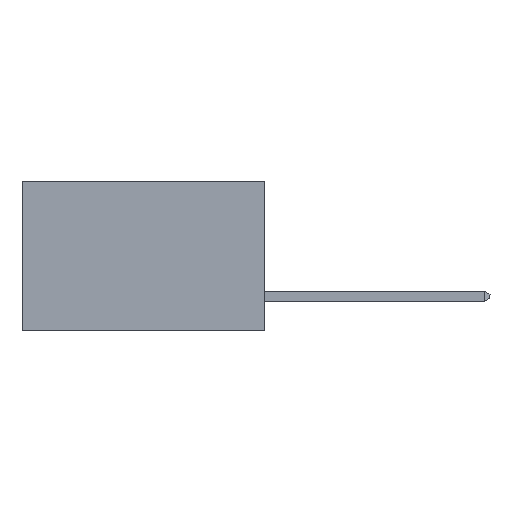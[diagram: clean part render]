
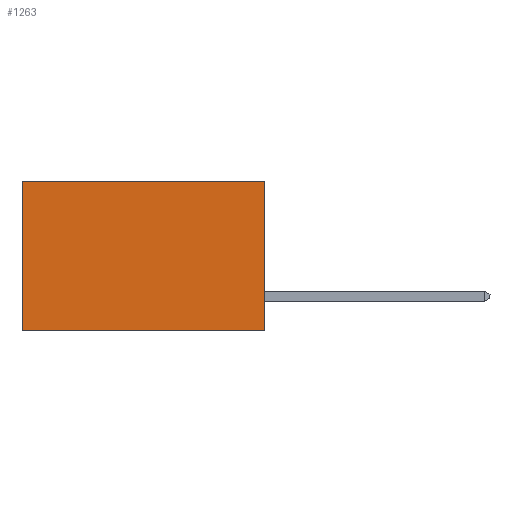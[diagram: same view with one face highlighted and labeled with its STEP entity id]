
A CAD part, left-side view. The second image highlights one B-rep face of the part: STEP entity #1263.
In plain terms, the highlighted planar face has unit normal (-1, 0, 0).
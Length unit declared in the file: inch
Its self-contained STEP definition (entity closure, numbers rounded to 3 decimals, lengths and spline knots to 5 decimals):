
#189 = DIRECTION ( 'NONE',  ( 0., 1., 0. ) ) ;
#215 = AXIS2_PLACEMENT_3D ( 'NONE', #4192, #7332, #1710 ) ;
#600 = DIRECTION ( 'NONE',  ( 0., 0., -1. ) ) ;
#673 = CARTESIAN_POINT ( 'NONE',  ( 0.2615, 0., -0.37 ) ) ;
#779 = ORIENTED_EDGE ( 'NONE', *, *, #4137, .T. ) ;
#797 = CARTESIAN_POINT ( 'NONE',  ( 0.2615, 0., -0.37 ) ) ;
#1082 = CARTESIAN_POINT ( 'NONE',  ( 0.2615, 0.6, -0.37 ) ) ;
#1263 = ADVANCED_FACE ( 'NONE', ( #7293 ), #1677, .F. ) ;
#1343 = VERTEX_POINT ( 'NONE', #1537 ) ;
#1402 = CARTESIAN_POINT ( 'NONE',  ( 0.2615, 0.6, 0. ) ) ;
#1537 = CARTESIAN_POINT ( 'NONE',  ( 0.2615, 0., 0. ) ) ;
#1677 = PLANE ( 'NONE',  #215 ) ;
#1702 = LINE ( 'NONE', #4332, #4025 ) ;
#1710 = DIRECTION ( 'NONE',  ( 0., 0., -1. ) ) ;
#1717 = VERTEX_POINT ( 'NONE', #673 ) ;
#2028 = VECTOR ( 'NONE', #2938, 39.37008 ) ;
#2097 = LINE ( 'NONE', #797, #8059 ) ;
#2425 = DIRECTION ( 'NONE',  ( 0., 1., 0. ) ) ;
#2670 = ORIENTED_EDGE ( 'NONE', *, *, #7866, .T. ) ;
#2938 = DIRECTION ( 'NONE',  ( 0., 0., -1. ) ) ;
#3253 = EDGE_LOOP ( 'NONE', ( #2670, #6016, #5249, #779 ) ) ;
#4025 = VECTOR ( 'NONE', #600, 39.37008 ) ;
#4137 = EDGE_CURVE ( 'NONE', #1343, #6384, #4892, .T. ) ;
#4192 = CARTESIAN_POINT ( 'NONE',  ( 0.2615, 0., -0.37 ) ) ;
#4244 = EDGE_CURVE ( 'NONE', #1717, #8014, #2097, .T. ) ;
#4332 = CARTESIAN_POINT ( 'NONE',  ( 0.2615, 0., -0.37 ) ) ;
#4443 = CARTESIAN_POINT ( 'NONE',  ( 0.2615, 0., 0. ) ) ;
#4892 = LINE ( 'NONE', #4443, #6323 ) ;
#5249 = ORIENTED_EDGE ( 'NONE', *, *, #6880, .F. ) ;
#6016 = ORIENTED_EDGE ( 'NONE', *, *, #4244, .F. ) ;
#6323 = VECTOR ( 'NONE', #2425, 39.37008 ) ;
#6384 = VERTEX_POINT ( 'NONE', #1402 ) ;
#6664 = LINE ( 'NONE', #1082, #2028 ) ;
#6880 = EDGE_CURVE ( 'NONE', #1343, #1717, #1702, .T. ) ;
#7029 = CARTESIAN_POINT ( 'NONE',  ( 0.2615, 0.6, -0.37 ) ) ;
#7293 = FACE_OUTER_BOUND ( 'NONE', #3253, .T. ) ;
#7332 = DIRECTION ( 'NONE',  ( 1., 0., 0. ) ) ;
#7866 = EDGE_CURVE ( 'NONE', #6384, #8014, #6664, .T. ) ;
#8014 = VERTEX_POINT ( 'NONE', #7029 ) ;
#8059 = VECTOR ( 'NONE', #189, 39.37008 ) ;
